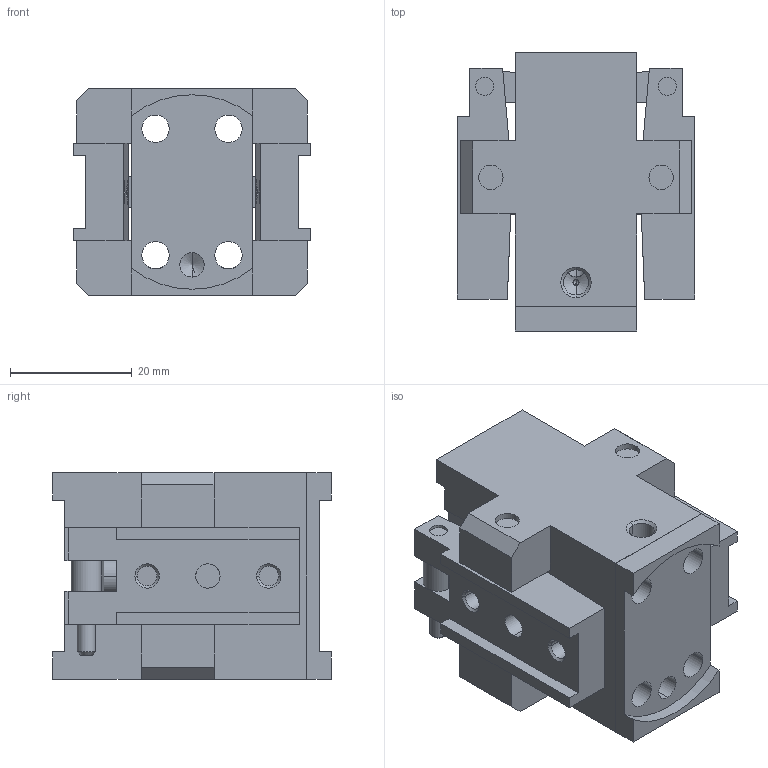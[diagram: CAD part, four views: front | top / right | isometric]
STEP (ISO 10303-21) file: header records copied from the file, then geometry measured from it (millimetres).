
FILE_DESCRIPTION( ( '' ), '1' );
FILE_NAME( '0g510_op620gfb_0_2_14a.stp', '2010-10-25T15:49:32', ( '' ), ( '' ), ' ', ' ', ' ' );
FILE_SCHEMA( ( 'automotive_design' ) );
Length unit declared in the file: millimetre
Products named in the file (6): 1; 2; 3; 4; 5; 6
Bounding box: 39 x 45.8 x 34 mm (x, y, z)
Volume: 34647 mm3; surface area: 19034.6 mm2
Topology: 6 solids, 6 shells, 273 faces, 704 edges, 449 vertices
Faces by surface type: plane 127, cylinder 100, cone 46
Entity records: 16870 total; most frequent: CARTESIAN_POINT 1914, DIRECTION 1468, STYLED_ITEM 1426, PRESENTATION_STYLE_ASSIGNMENT 1426, COLOUR_RGB 1426, ORIENTED_EDGE 1396, EDGE_CURVE 698, CURVE_STYLE 698
